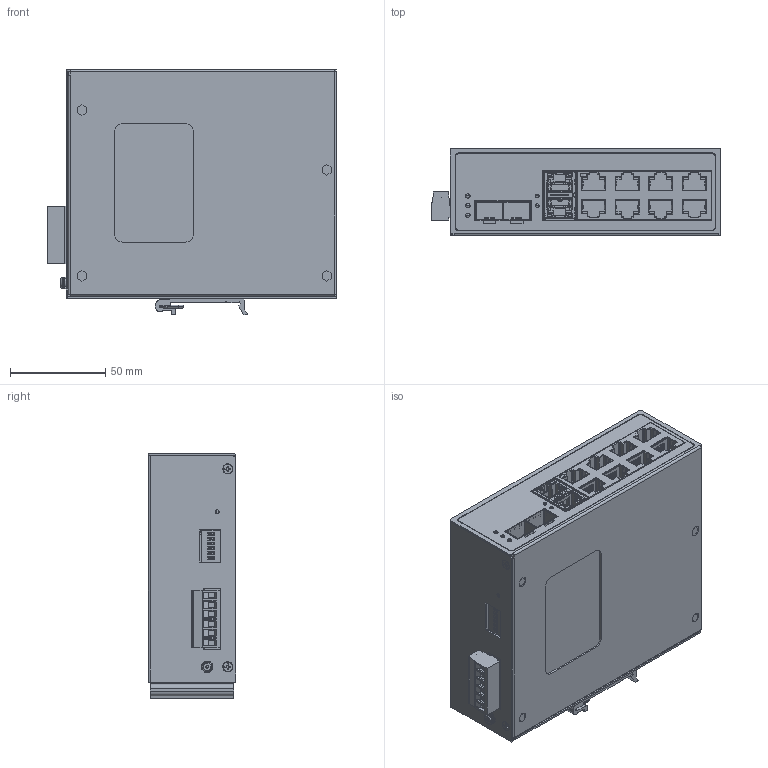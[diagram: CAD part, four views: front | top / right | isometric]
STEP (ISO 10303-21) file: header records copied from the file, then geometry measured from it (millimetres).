
FILE_DESCRIPTION (( 'STEP AP214' ), '1' );
FILE_NAME ('SEP1-SW12UG-2P-T.STEP', '2025-10-08T13:09:17', ( '' ), ( '' ), 'SwSTEP 2.0', 'SolidWorks 2024', '' );
FILE_SCHEMA (( 'AUTOMOTIVE_DESIGN' ));
Length unit declared in the file: inch
Products named in the file (1): SEP1-SW12UG-2P-T
Bounding box: 151.85 x 46 x 129.04 mm (x, y, z)
Volume: 139917.8 mm3; surface area: 195762.7 mm2
Topology: 46 solids, 62 shells, 6527 faces, 17371 edges, 11043 vertices
Faces by surface type: plane 4142, cylinder 1836, torus 183, bspline 126, cone 120, sphere 120
Entity records: 211186 total; most frequent: CARTESIAN_POINT 47250, ORIENTED_EDGE 34500, DIRECTION 33307, EDGE_CURVE 17250, LINE 12515, VECTOR 12515, VERTEX_POINT 11014, AXIS2_PLACEMENT_3D 10396
